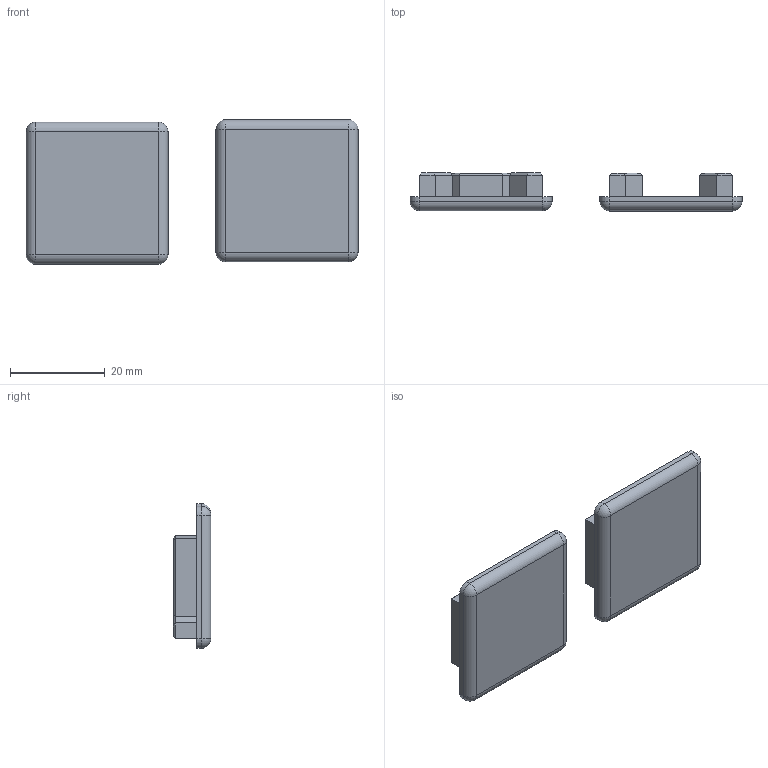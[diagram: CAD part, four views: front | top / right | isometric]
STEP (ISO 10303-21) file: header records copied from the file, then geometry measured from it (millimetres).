
FILE_DESCRIPTION(/* description */ (''),/* implementation_level */ '2;1');
FILE_NAME(/* name */ 'ExtrusionCover-3x-2.0.step',/* time_stamp */ '2018-02-24T16:22:59+01:00',/* author */ ('wolfgang.schadow'),/* organization */ (''),/* preprocessor_version */ 'ST-DEVELOPER v16.13',/* originating_system */ 'Autodesk Translation Framework v6.5.0.72',/* authorisation */ '');
FILE_SCHEMA (('AUTOMOTIVE_DESIGN { 1 0 10303 214 3 1 1 }'));
Length unit declared in the file: millimetre
Products named in the file (1): ExtrusionCover v1 v6 v0
Bounding box: 70.13 x 8.02 x 30.49 mm (x, y, z)
Volume: 7710 mm3; surface area: 5085.2 mm2
Topology: 2 solids, 2 shells, 101 faces, 222 edges, 130 vertices
Faces by surface type: plane 77, cylinder 16, sphere 8
Entity records: 2715 total; most frequent: DIRECTION 458, CARTESIAN_POINT 454, ORIENTED_EDGE 444, EDGE_CURVE 222, LINE 190, VECTOR 190, AXIS2_PLACEMENT_3D 134, VERTEX_POINT 130
